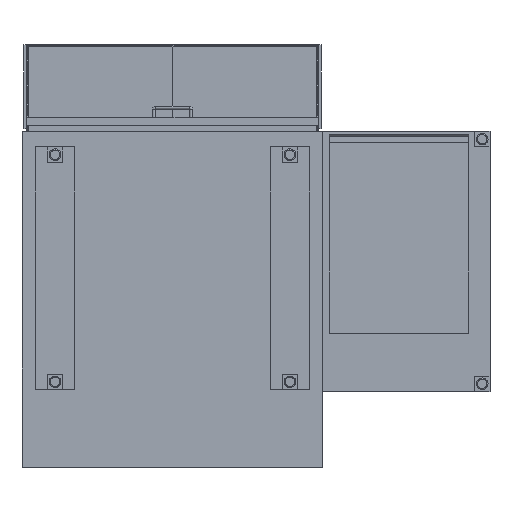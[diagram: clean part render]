
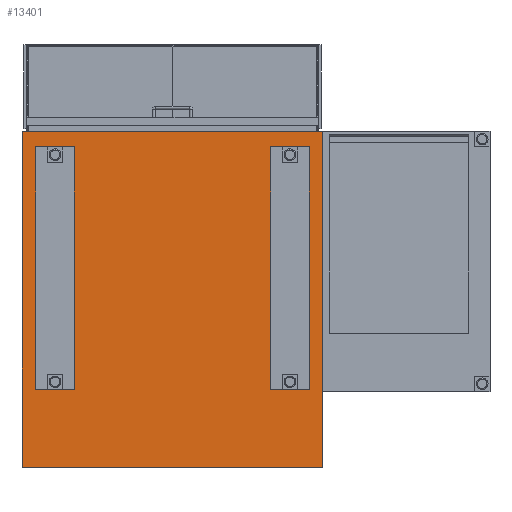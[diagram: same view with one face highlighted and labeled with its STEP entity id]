
A CAD part, front view. The second image highlights one B-rep face of the part: STEP entity #13401.
In plain terms, the highlighted planar face has unit normal (0, -1, 0).
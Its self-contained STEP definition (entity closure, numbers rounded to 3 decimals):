
#762=FACE_OUTER_BOUND('',#1582,.T.);
#1582=EDGE_LOOP('',(#8866,#8867,#8868,#8869));
#2442=LINE('',#19607,#3998);
#2443=LINE('',#19610,#3999);
#2444=LINE('',#19612,#4000);
#2445=LINE('',#19613,#4001);
#3998=VECTOR('',#15606,10.);
#3999=VECTOR('',#15609,10.);
#4000=VECTOR('',#15610,10.);
#4001=VECTOR('',#15611,10.);
#5540=VERTEX_POINT('',#19603);
#5541=VERTEX_POINT('',#19605);
#5542=VERTEX_POINT('',#19609);
#5543=VERTEX_POINT('',#19611);
#6884=EDGE_CURVE('',#5540,#5541,#2442,.T.);
#6885=EDGE_CURVE('',#5542,#5540,#2443,.T.);
#6886=EDGE_CURVE('',#5543,#5541,#2444,.T.);
#6887=EDGE_CURVE('',#5542,#5543,#2445,.T.);
#8866=ORIENTED_EDGE('',*,*,#6885,.T.);
#8867=ORIENTED_EDGE('',*,*,#6884,.T.);
#8868=ORIENTED_EDGE('',*,*,#6886,.F.);
#8869=ORIENTED_EDGE('',*,*,#6887,.F.);
#12718=PLANE('',#14334);
#13401=ADVANCED_FACE('',(#762),#12718,.T.);
#14334=AXIS2_PLACEMENT_3D('',#19608,#15607,#15608);
#15606=DIRECTION('',(1.,0.,0.));
#15607=DIRECTION('center_axis',(0.,-1.,0.));
#15608=DIRECTION('ref_axis',(0.,0.,-1.));
#15609=DIRECTION('',(0.,0.,-1.));
#15610=DIRECTION('',(0.,0.,-1.));
#15611=DIRECTION('',(1.,0.,0.));
#19603=CARTESIAN_POINT('',(0.,-270.,-432.5));
#19605=CARTESIAN_POINT('',(775.,-270.,-432.5));
#19607=CARTESIAN_POINT('',(0.,-270.,-432.5));
#19608=CARTESIAN_POINT('Origin',(0.,-270.,432.5));
#19609=CARTESIAN_POINT('',(0.,-270.,432.5));
#19610=CARTESIAN_POINT('',(0.,-270.,432.5));
#19611=CARTESIAN_POINT('',(775.,-270.,432.5));
#19612=CARTESIAN_POINT('',(775.,-270.,432.5));
#19613=CARTESIAN_POINT('',(0.,-270.,432.5));
